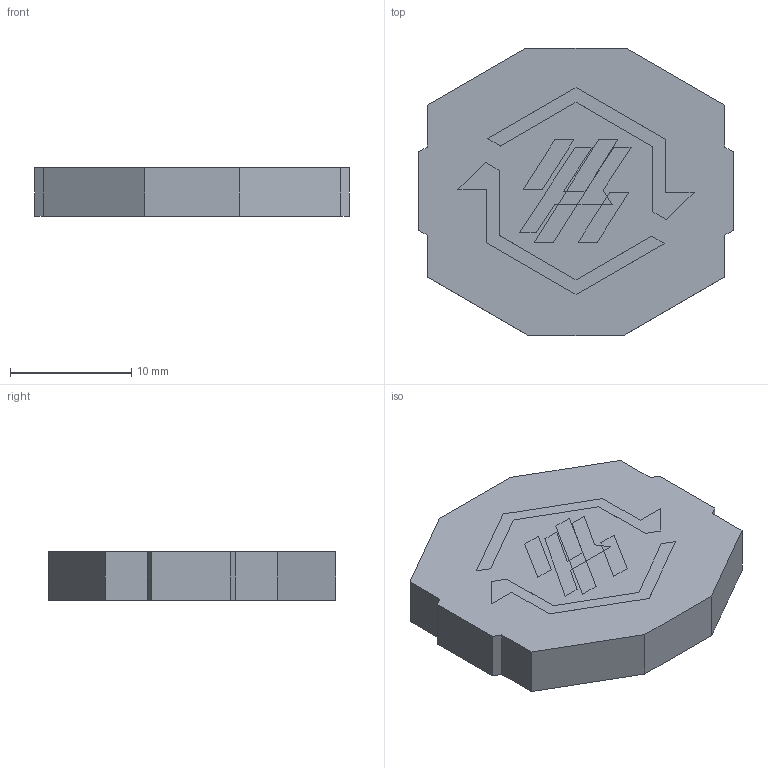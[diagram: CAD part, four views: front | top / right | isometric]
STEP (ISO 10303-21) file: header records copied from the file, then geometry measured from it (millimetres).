
FILE_DESCRIPTION(/* description */ ('Open CASCADE Model'),/* implementation_level */ '2;1');
FILE_NAME(/* name */ 'LED Example.step',/* time_stamp */ '2024-10-23T13:14:44+11:00',/* author */ (''),/* organization */ (''),/* preprocessor_version */ 'ST-DEVELOPER v20',/* originating_system */ 'Autodesk Translation Framework v13.20.0.188',/* authorisation */ '');
FILE_SCHEMA (('AUTOMOTIVE_DESIGN { 1 0 10303 214 3 1 1 }'));
Length unit declared in the file: millimetre
Products named in the file (66): Exhaust; Exhaust_1; Difuser; Micron_Logo_LED 1; sk6805-1515; sk6805-1515_1; sk6805-1515_2; sk6805-1515_3; sk6805-1515_4; sk6805-1515_5; sk6805-1515_6; sk6805-1515_7; sk6805-1515_8; sk6805-1515_9; R_0402_1005Metric; R_0402_1005Metric_1; sk6805-1515_10; sk6805-1515_11; C_0402_1005Metric; C_0402_1005Metric_1; sk6805-1515_12; sk6805-1515_13; C_0402_1005Metric_2; C_0402_1005Metric_3; sk6805-1515_14; sk6805-1515_15; sk6805-1515_16; sk6805-1515_17; sk6805-1515_18; Document; Micron_Logo_LED_PCB; Front_part; Exhaust_2; OPA; SC_Logo_LED 1; sk6805-1515_19; sk6805-1515_1_1; sk6805-1515_2_1; sk6805-1515_3_1; sk6805-1515_4_1 ...
Assembly tree (107 placements, depth 5):
  Exhaust
    Exhaust_1
      Difuser
      Micron_Logo_LED 1
        sk6805-1515
          Document
        sk6805-1515_1
          Document
        sk6805-1515_2
          Document
        sk6805-1515_3
          Document
        sk6805-1515_4
          Document
        sk6805-1515_5
          Document
        sk6805-1515_6
          Document
        sk6805-1515_7
          Document
        sk6805-1515_8
          Document
        sk6805-1515_9
          Document
        R_0402_1005Metric
          R_0402_1005Metric_1
        sk6805-1515_10
          Document
        sk6805-1515_11
          Document
        C_0402_1005Metric
          C_0402_1005Metric_3
        C_0402_1005Metric_1
          C_0402_1005Metric_3
        sk6805-1515_12
          Document
        sk6805-1515_13
          Document
        C_0402_1005Metric_2
          C_0402_1005Metric_3
        sk6805-1515_14
          Document
        sk6805-1515_15
          Document
        sk6805-1515_16
          Document
        sk6805-1515_17
          Document
        sk6805-1515_18
          Document
        Micron_Logo_LED_PCB
      Front_part
    Exhaust_2
      OPA
      SC_Logo_LED 1
        sk6805-1515_19
          Document_1
        sk6805-1515_1_1
          Document_1
        sk6805-1515_2_1
Bounding box: 26 x 23.75 x 4 mm (x, y, z)
Surface area: 8600.7 mm2
Topology: 95 solids, 95 shells, 1548 faces, 3666 edges, 2376 vertices
Faces by surface type: plane 1448, cylinder 94, cone 6
Entity records: 28049 total; most frequent: CARTESIAN_POINT 4739, DIRECTION 4490, ORIENTED_EDGE 4476, EDGE_CURVE 2238, LINE 2140, VECTOR 2140, VERTEX_POINT 1424, AXIS2_PLACEMENT_3D 1175
